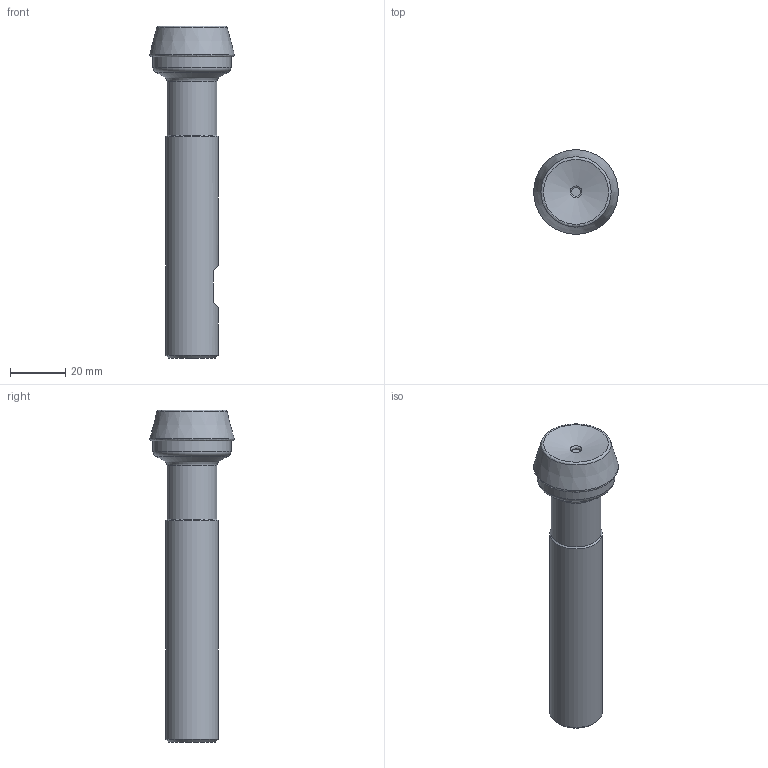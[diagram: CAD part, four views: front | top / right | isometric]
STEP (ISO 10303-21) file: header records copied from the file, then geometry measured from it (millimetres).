
FILE_DESCRIPTION(/* description */ (''),/* implementation_level */ '2;1');
FILE_NAME(/* name */ 'CEA15-11100R-S075-HAAS.stp',/* time_stamp */ '2020-10-14T08:39:34+09:00',/* author */ (''),/* organization */ (''),/* preprocessor_version */ 'ST-DEVELOPER v11',/* originating_system */ 'SIEMENS UGS NX 6.0',/* authorisation */ '');
FILE_SCHEMA (('CONFIG_CONTROL_DESIGN'));
Length unit declared in the file: millimetre
Products named in the file (1): user6B685xfy
Bounding box: 30.57 x 30.56 x 120 mm (x, y, z)
Volume: 36788.3 mm3; surface area: 10706.5 mm2
Topology: 1 solids, 2 shells, 27 faces, 72 edges, 64 vertices
Faces by surface type: cone 11, plane 5, cylinder 4, revolution 4, torus 3
Full cylindrical faces by diameter (mm): 2 x1, 18.05 x1, 19.05 x1, 28.2 x1
Entity records: 781 total; most frequent: CARTESIAN_POINT 177, DIRECTION 114, ORIENTED_EDGE 58, EDGE_LOOP 50, AXIS2_PLACEMENT_3D 49, FACE_BOUND 47, EDGE_CURVE 29, VERTEX_POINT 28
